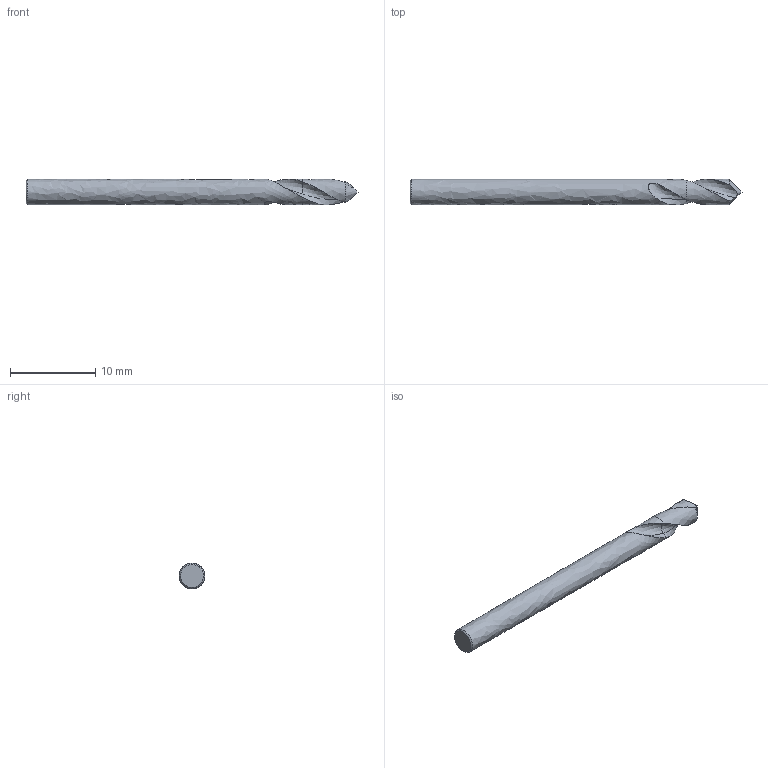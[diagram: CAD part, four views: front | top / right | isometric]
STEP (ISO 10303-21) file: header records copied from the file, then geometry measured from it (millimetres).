
FILE_DESCRIPTION(('STEP'), '1');
FILE_NAME('Step.stp', '2022-11-08T07:29:53', ('TDM Systems GmbH'), ('TDM Systems GmbH'), 'HarmonyWare STEP v2.1.2-dev Express v3.0.0.0', 'TDM', 'Unknown');
FILE_SCHEMA(('AUTOMOTIVE_DESIGN'));
Length unit declared in the file: millimetre
Products named in the file (1): NONE
Bounding box: 39 x 3 x 3 mm (x, y, z)
Volume: 247.1 mm3; surface area: 386.3 mm2
Topology: 2 solids, 2 shells, 21 faces, 56 edges, 38 vertices
Faces by surface type: bspline 21
Entity records: 2771 total; most frequent: CARTESIAN_POINT 2415, ORIENTED_EDGE 110, EDGE_CURVE 55, B_SPLINE_CURVE_WITH_KNOTS 44, VERTEX_POINT 38, ADVANCED_FACE 21, FACE_OUTER_BOUND 21, EDGE_LOOP 21
